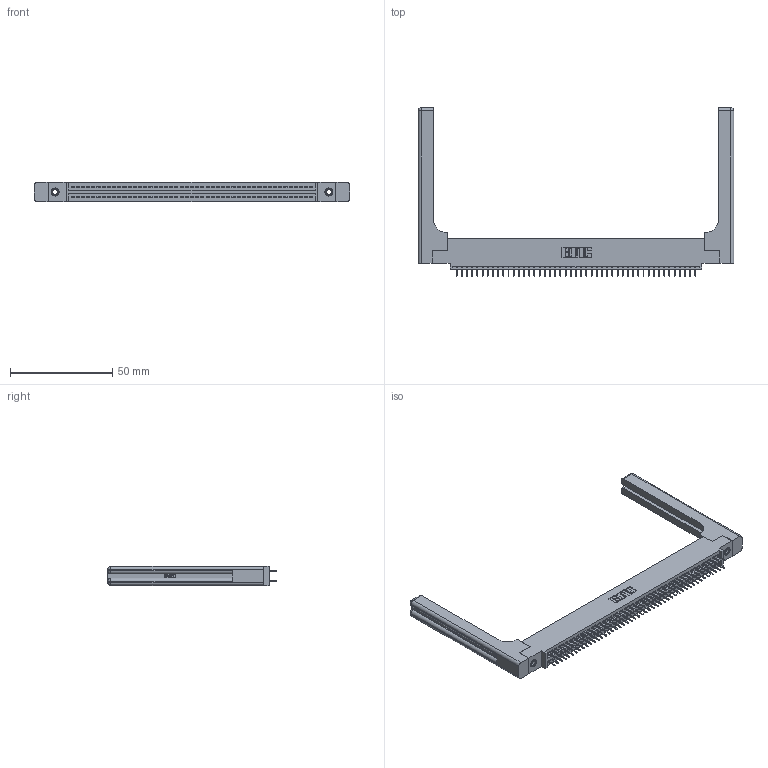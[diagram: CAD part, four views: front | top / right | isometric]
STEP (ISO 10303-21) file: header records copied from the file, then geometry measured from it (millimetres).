
FILE_DESCRIPTION (( 'STEP AP203' ), '1' );
FILE_NAME ('345-094-525-558.STEP', '2020-09-21T16:31:21', ( '' ), ( '' ), 'SwSTEP 2.0', 'SolidWorks 2020', '' );
FILE_SCHEMA (( 'CONFIG_CONTROL_DESIGN' ));
Length unit declared in the file: inch
Products named in the file (5): 345 Part_0.110 Offset - 0.156 Dia-TH; 345-250-001_345-250-001-102; 345-094-525-558; 345-220-058_345-220-058; 345-292-001_345-293-125
Assembly tree (99 placements, depth 2):
  345-094-525-558
    345 Part_0.110 Offset - 0.156 Dia-TH
    345-292-001_345-293-125  x94
    345-250-001_345-250-001-102  x2
    345-220-058_345-220-058  x2
Bounding box: 154.41 x 82.47 x 9.4 mm (x, y, z)
Volume: 23292.6 mm3; surface area: 26685.1 mm2
Topology: 99 solids, 99 shells, 5462 faces, 15401 edges, 9870 vertices
Faces by surface type: plane 3898, cylinder 1504, bspline 36, cone 12, sphere 8, torus 4
Entity records: 41592 total; most frequent: CARTESIAN_POINT 7961, ORIENTED_EDGE 6692, DIRECTION 5946, EDGE_CURVE 3346, VECTOR 2938, LINE 2938, VERTEX_POINT 2218, AXIS2_PLACEMENT_3D 1504
